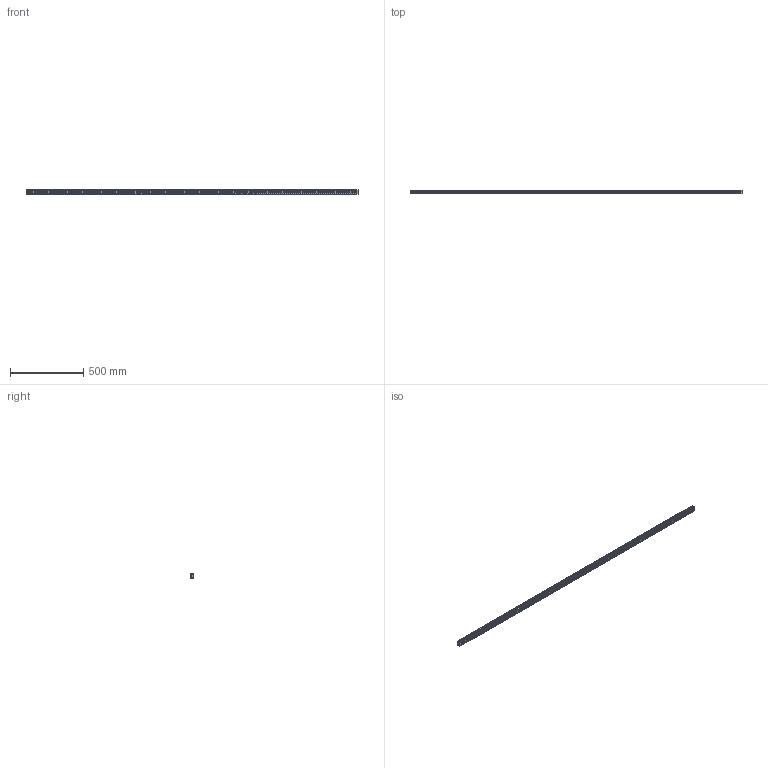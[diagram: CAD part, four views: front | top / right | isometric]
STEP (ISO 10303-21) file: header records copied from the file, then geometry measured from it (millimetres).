
FILE_DESCRIPTION (( 'STEP AP214' ), '1' );
FILE_NAME ('SHS35C1SS-2270L_G15_0_B-M6F_1074_0_0_0_1.STEP', '2021-06-22T10:41:10', ( '' ), ( '' ), 'SwSTEP 2.0', 'SolidWorks 2021', '' );
FILE_SCHEMA (( 'AUTOMOTIVE_DESIGN' ));
Length unit declared in the file: millimetre
Products named in the file (2): _SHS35C227015 Track; SHS35C1SS-2270L_G15_0_B-M6F_1074_0_0_0_1
Assembly tree (1 placements, depth 2):
  SHS35C1SS-2270L_G15_0_B-M6F_1074_0_0_0_1
    _SHS35C227015 Track
Bounding box: 2270 x 26 x 34 mm (x, y, z)
Volume: 1726514 mm3; surface area: 301854.8 mm2
Topology: 1 solids, 1 shells, 338 faces, 1008 edges, 672 vertices
Faces by surface type: cylinder 198, plane 140
Entity records: 12038 total; most frequent: CARTESIAN_POINT 2950, ORIENTED_EDGE 2016, DIRECTION 1856, EDGE_CURVE 1008, AXIS2_PLACEMENT_3D 738, VERTEX_POINT 672, CIRCLE 396, EDGE_LOOP 396
